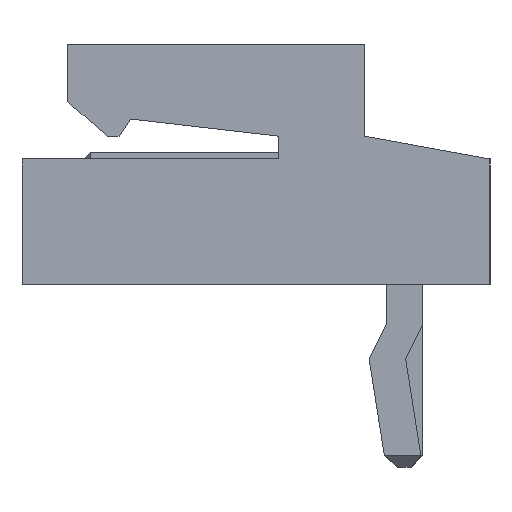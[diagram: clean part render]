
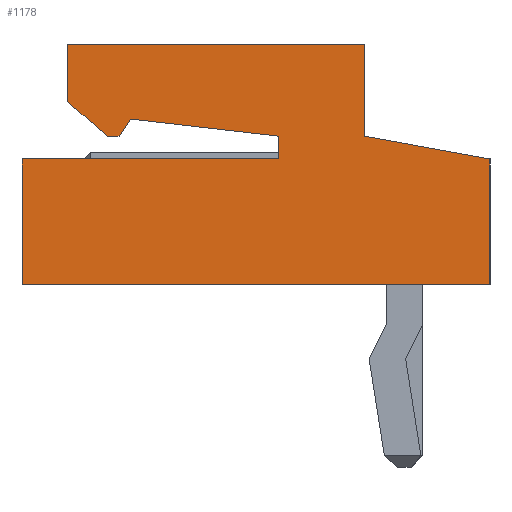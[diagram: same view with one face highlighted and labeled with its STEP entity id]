
A CAD part, left-side view. The second image highlights one B-rep face of the part: STEP entity #1178.
In plain terms, the highlighted planar face has unit normal (-1, 0, 0).
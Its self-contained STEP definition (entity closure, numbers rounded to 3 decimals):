
#159 = VERTEX_POINT('',#160);
#160 = CARTESIAN_POINT('',(-2.5,2.2,2.2));
#166 = EDGE_CURVE('',#159,#167,#169,.T.);
#167 = VERTEX_POINT('',#168);
#168 = CARTESIAN_POINT('',(-2.5,2.2,2.6));
#169 = LINE('',#170,#171);
#170 = CARTESIAN_POINT('',(-2.5,2.2,2.2));
#171 = VECTOR('',#172,1.);
#172 = DIRECTION('',(0.,0.,1.));
#886 = VERTEX_POINT('',#887);
#887 = CARTESIAN_POINT('',(-2.5,6.7,0.));
#893 = EDGE_CURVE('',#886,#894,#896,.T.);
#894 = VERTEX_POINT('',#895);
#895 = CARTESIAN_POINT('',(-2.5,6.7,2.2));
#896 = LINE('',#897,#898);
#897 = CARTESIAN_POINT('',(-2.5,6.7,0.));
#898 = VECTOR('',#899,1.);
#899 = DIRECTION('',(0.,0.,1.));
#1158 = EDGE_CURVE('',#167,#1159,#1161,.T.);
#1159 = VERTEX_POINT('',#1160);
#1160 = CARTESIAN_POINT('',(-2.5,4.8,2.9));
#1161 = LINE('',#1162,#1163);
#1162 = CARTESIAN_POINT('',(-2.5,2.2,2.6));
#1163 = VECTOR('',#1164,1.);
#1164 = DIRECTION('',(0.,0.993,0.115));
#1178 = ADVANCED_FACE('',(#1179),#1260,.T.);
#1179 = FACE_BOUND('',#1180,.T.);
#1180 = EDGE_LOOP('',(#1181,#1182,#1190,#1198,#1206,#1214,#1222,#1230,
#1238,#1246,#1252,#1253,#1254));
#1181 = ORIENTED_EDGE('',*,*,#893,.F.);
#1182 = ORIENTED_EDGE('',*,*,#1183,.F.);
#1183 = EDGE_CURVE('',#1184,#886,#1186,.T.);
#1184 = VERTEX_POINT('',#1185);
#1185 = CARTESIAN_POINT('',(-2.5,-1.5,0.));
#1186 = LINE('',#1187,#1188);
#1187 = CARTESIAN_POINT('',(-2.5,-1.5,0.));
#1188 = VECTOR('',#1189,1.);
#1189 = DIRECTION('',(0.,1.,0.));
#1190 = ORIENTED_EDGE('',*,*,#1191,.F.);
#1191 = EDGE_CURVE('',#1192,#1184,#1194,.T.);
#1192 = VERTEX_POINT('',#1193);
#1193 = CARTESIAN_POINT('',(-2.5,-1.5,2.2));
#1194 = LINE('',#1195,#1196);
#1195 = CARTESIAN_POINT('',(-2.5,-1.5,2.2));
#1196 = VECTOR('',#1197,1.);
#1197 = DIRECTION('',(0.,0.,-1.));
#1198 = ORIENTED_EDGE('',*,*,#1199,.F.);
#1199 = EDGE_CURVE('',#1200,#1192,#1202,.T.);
#1200 = VERTEX_POINT('',#1201);
#1201 = CARTESIAN_POINT('',(-2.5,0.7,2.6));
#1202 = LINE('',#1203,#1204);
#1203 = CARTESIAN_POINT('',(-2.5,0.7,2.6));
#1204 = VECTOR('',#1205,1.);
#1205 = DIRECTION('',(0.,-0.984,-0.179));
#1206 = ORIENTED_EDGE('',*,*,#1207,.T.);
#1207 = EDGE_CURVE('',#1200,#1208,#1210,.T.);
#1208 = VERTEX_POINT('',#1209);
#1209 = CARTESIAN_POINT('',(-2.5,0.7,4.2));
#1210 = LINE('',#1211,#1212);
#1211 = CARTESIAN_POINT('',(-2.5,0.7,0.4));
#1212 = VECTOR('',#1213,1.);
#1213 = DIRECTION('',(0.,0.,1.));
#1214 = ORIENTED_EDGE('',*,*,#1215,.T.);
#1215 = EDGE_CURVE('',#1208,#1216,#1218,.T.);
#1216 = VERTEX_POINT('',#1217);
#1217 = CARTESIAN_POINT('',(-2.5,5.9,4.2));
#1218 = LINE('',#1219,#1220);
#1219 = CARTESIAN_POINT('',(-2.5,0.7,4.2));
#1220 = VECTOR('',#1221,1.);
#1221 = DIRECTION('',(0.,1.,0.));
#1222 = ORIENTED_EDGE('',*,*,#1223,.F.);
#1223 = EDGE_CURVE('',#1224,#1216,#1226,.T.);
#1224 = VERTEX_POINT('',#1225);
#1225 = CARTESIAN_POINT('',(-2.5,5.9,3.2));
#1226 = LINE('',#1227,#1228);
#1227 = CARTESIAN_POINT('',(-2.5,5.9,3.2));
#1228 = VECTOR('',#1229,1.);
#1229 = DIRECTION('',(0.,0.,1.));
#1230 = ORIENTED_EDGE('',*,*,#1231,.F.);
#1231 = EDGE_CURVE('',#1232,#1224,#1234,.T.);
#1232 = VERTEX_POINT('',#1233);
#1233 = CARTESIAN_POINT('',(-2.5,5.2,2.6));
#1234 = LINE('',#1235,#1236);
#1235 = CARTESIAN_POINT('',(-2.5,5.2,2.6));
#1236 = VECTOR('',#1237,1.);
#1237 = DIRECTION('',(0.,0.759,0.651));
#1238 = ORIENTED_EDGE('',*,*,#1239,.F.);
#1239 = EDGE_CURVE('',#1240,#1232,#1242,.T.);
#1240 = VERTEX_POINT('',#1241);
#1241 = CARTESIAN_POINT('',(-2.5,5.,2.6));
#1242 = LINE('',#1243,#1244);
#1243 = CARTESIAN_POINT('',(-2.5,5.,2.6));
#1244 = VECTOR('',#1245,1.);
#1245 = DIRECTION('',(0.,1.,0.));
#1246 = ORIENTED_EDGE('',*,*,#1247,.F.);
#1247 = EDGE_CURVE('',#1159,#1240,#1248,.T.);
#1248 = LINE('',#1249,#1250);
#1249 = CARTESIAN_POINT('',(-2.5,4.8,2.9));
#1250 = VECTOR('',#1251,1.);
#1251 = DIRECTION('',(0.,0.555,-0.832));
#1252 = ORIENTED_EDGE('',*,*,#1158,.F.);
#1253 = ORIENTED_EDGE('',*,*,#166,.F.);
#1254 = ORIENTED_EDGE('',*,*,#1255,.F.);
#1255 = EDGE_CURVE('',#894,#159,#1256,.T.);
#1256 = LINE('',#1257,#1258);
#1257 = CARTESIAN_POINT('',(-2.5,6.7,2.2));
#1258 = VECTOR('',#1259,1.);
#1259 = DIRECTION('',(0.,-1.,0.));
#1260 = PLANE('',#1261);
#1261 = AXIS2_PLACEMENT_3D('',#1262,#1263,#1264);
#1262 = CARTESIAN_POINT('',(-2.5,2.972,2.005));
#1263 = DIRECTION('',(-1.,0.,0.));
#1264 = DIRECTION('',(0.,-1.,0.));
